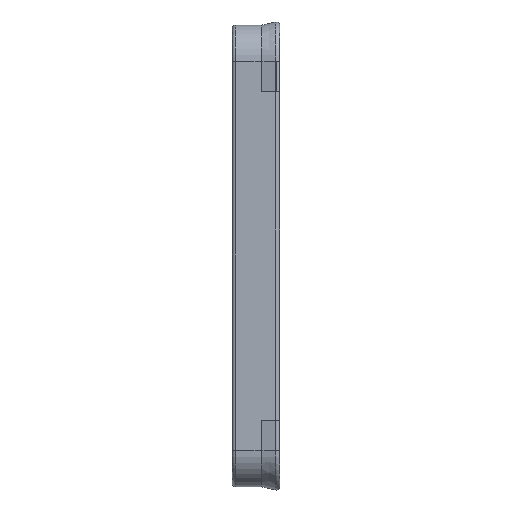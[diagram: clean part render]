
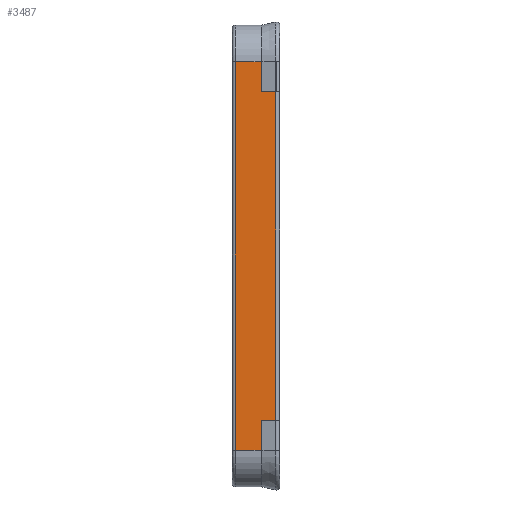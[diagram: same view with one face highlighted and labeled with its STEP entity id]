
A CAD part, left-side view. The second image highlights one B-rep face of the part: STEP entity #3487.
In plain terms, the highlighted planar face has unit normal (-1, 0, 0).
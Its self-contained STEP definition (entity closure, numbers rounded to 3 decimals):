
#1102 = FACE_OUTER_BOUND ( 'NONE', #4465, .T. ) ;
#1476 = CARTESIAN_POINT ( 'NONE',  ( -117.75, 476., 122. ) ) ;
#1479 = CARTESIAN_POINT ( 'NONE',  ( -117.75, 459.867, 122. ) ) ;
#1488 = CARTESIAN_POINT ( 'NONE',  ( -117.75, 459.867, -122. ) ) ;
#1489 = CARTESIAN_POINT ( 'NONE',  ( -117.75, 459.867, -103. ) ) ;
#1490 = CARTESIAN_POINT ( 'NONE',  ( -117.75, 459.867, 103. ) ) ;
#1491 = CARTESIAN_POINT ( 'NONE',  ( -117.75, 450.75, 103. ) ) ;
#1492 = CARTESIAN_POINT ( 'NONE',  ( -117.75, 476., -122. ) ) ;
#1502 = CARTESIAN_POINT ( 'NONE',  ( -117.75, 450.75, -103. ) ) ;
#2240 = DIRECTION ( 'NONE',  ( 0., 0., 1. ) ) ;
#2241 = DIRECTION ( 'NONE',  ( -1., 0., 0. ) ) ;
#2249 = CARTESIAN_POINT ( 'NONE',  ( -117.75, 448., -146. ) ) ;
#2252 = PLANE ( 'NONE',  #3023 ) ;
#2302 = EDGE_CURVE ( 'NONE', #4656, #4641, #4279, .T. ) ;
#2312 = EDGE_CURVE ( 'NONE', #4643, #4653, #4266, .T. ) ;
#2319 = EDGE_CURVE ( 'NONE', #4632, #4642, #4256, .T. ) ;
#2324 = EDGE_CURVE ( 'NONE', #4644, #4632, #4247, .T. ) ;
#2336 = EDGE_CURVE ( 'NONE', #4645, #4644, #4233, .T. ) ;
#2485 = EDGE_CURVE ( 'NONE', #4642, #4643, #4022, .T. ) ;
#2508 = EDGE_CURVE ( 'NONE', #4641, #4645, #3994, .T. ) ;
#2509 = EDGE_CURVE ( 'NONE', #4653, #4656, #3991, .T. ) ;
#3023 = AXIS2_PLACEMENT_3D ( 'NONE', #2249, #2241, #2240 ) ;
#3487 = ADVANCED_FACE ( 'NONE', ( #1102 ), #2252, .T. ) ;
#3988 = VECTOR ( 'NONE', #5346, 1000. ) ;
#3990 = VECTOR ( 'NONE', #5354, 1000. ) ;
#3991 = LINE ( 'NONE', #5347, #3988 ) ;
#3994 = LINE ( 'NONE', #5353, #3990 ) ;
#4020 = VECTOR ( 'NONE', #5508, 1000. ) ;
#4022 = LINE ( 'NONE', #5473, #4020 ) ;
#4229 = VECTOR ( 'NONE', #5879, 1000. ) ;
#4233 = LINE ( 'NONE', #5803, #4229 ) ;
#4245 = VECTOR ( 'NONE', #5905, 1000. ) ;
#4247 = LINE ( 'NONE', #5906, #4245 ) ;
#4252 = VECTOR ( 'NONE', #5918, 1000. ) ;
#4256 = LINE ( 'NONE', #5915, #4252 ) ;
#4262 = VECTOR ( 'NONE', #5943, 1000. ) ;
#4266 = LINE ( 'NONE', #5949, #4262 ) ;
#4277 = VECTOR ( 'NONE', #5975, 1000. ) ;
#4279 = LINE ( 'NONE', #5982, #4277 ) ;
#4465 = EDGE_LOOP ( 'NONE', ( #4909, #4910, #4911, #4913, #4914, #4915, #4916, #4918 ) ) ;
#4632 = VERTEX_POINT ( 'NONE', #1502 ) ;
#4641 = VERTEX_POINT ( 'NONE', #1492 ) ;
#4642 = VERTEX_POINT ( 'NONE', #1491 ) ;
#4643 = VERTEX_POINT ( 'NONE', #1490 ) ;
#4644 = VERTEX_POINT ( 'NONE', #1489 ) ;
#4645 = VERTEX_POINT ( 'NONE', #1488 ) ;
#4653 = VERTEX_POINT ( 'NONE', #1479 ) ;
#4656 = VERTEX_POINT ( 'NONE', #1476 ) ;
#4909 = ORIENTED_EDGE ( 'NONE', *, *, #2508, .T. ) ;
#4910 = ORIENTED_EDGE ( 'NONE', *, *, #2336, .T. ) ;
#4911 = ORIENTED_EDGE ( 'NONE', *, *, #2324, .T. ) ;
#4913 = ORIENTED_EDGE ( 'NONE', *, *, #2319, .T. ) ;
#4914 = ORIENTED_EDGE ( 'NONE', *, *, #2485, .T. ) ;
#4915 = ORIENTED_EDGE ( 'NONE', *, *, #2312, .T. ) ;
#4916 = ORIENTED_EDGE ( 'NONE', *, *, #2509, .T. ) ;
#4918 = ORIENTED_EDGE ( 'NONE', *, *, #2302, .T. ) ;
#5346 = DIRECTION ( 'NONE',  ( 0., 1., 0. ) ) ;
#5347 = CARTESIAN_POINT ( 'NONE',  ( -117.75, 448., 122. ) ) ;
#5353 = CARTESIAN_POINT ( 'NONE',  ( -117.75, 448., -122. ) ) ;
#5354 = DIRECTION ( 'NONE',  ( 0., -1., 0. ) ) ;
#5473 = CARTESIAN_POINT ( 'NONE',  ( -117.75, 448., 103. ) ) ;
#5508 = DIRECTION ( 'NONE',  ( 0., 1., 0. ) ) ;
#5803 = CARTESIAN_POINT ( 'NONE',  ( -117.75, 459.867, -146. ) ) ;
#5879 = DIRECTION ( 'NONE',  ( 0., 0., 1. ) ) ;
#5905 = DIRECTION ( 'NONE',  ( 0., -1., 0. ) ) ;
#5906 = CARTESIAN_POINT ( 'NONE',  ( -117.75, 448., -103. ) ) ;
#5915 = CARTESIAN_POINT ( 'NONE',  ( -117.75, 450.75, 103. ) ) ;
#5918 = DIRECTION ( 'NONE',  ( 0., 0., 1. ) ) ;
#5943 = DIRECTION ( 'NONE',  ( 0., 0., 1. ) ) ;
#5949 = CARTESIAN_POINT ( 'NONE',  ( -117.75, 459.867, -146. ) ) ;
#5975 = DIRECTION ( 'NONE',  ( 0., 0., -1. ) ) ;
#5982 = CARTESIAN_POINT ( 'NONE',  ( -117.75, 476., -146. ) ) ;
